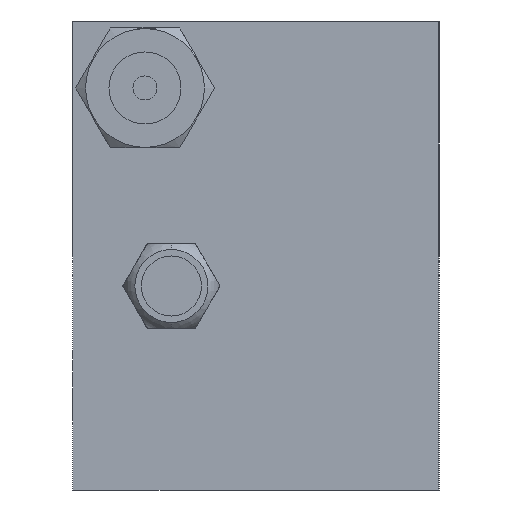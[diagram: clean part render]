
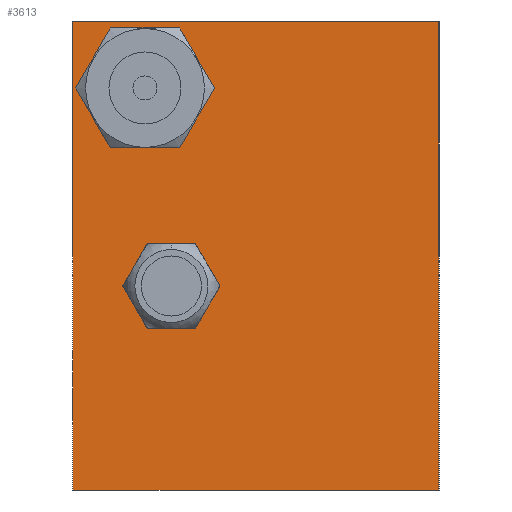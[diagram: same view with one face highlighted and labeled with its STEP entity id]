
A CAD part, left-side view. The second image highlights one B-rep face of the part: STEP entity #3613.
In plain terms, the highlighted planar face has unit normal (-1, 0, 0).
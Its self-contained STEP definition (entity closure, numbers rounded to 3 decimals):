
#474 = AXIS2_PLACEMENT_3D ( 'NONE', #4249, #4102, #4270 ) ;
#1041 = CIRCLE ( 'NONE', #474, 2.525 ) ;
#1403 = AXIS2_PLACEMENT_3D ( 'NONE', #3107, #2738, #2785 ) ;
#1407 = AXIS2_PLACEMENT_3D ( 'NONE', #2873, #2831, #2533 ) ;
#1454 = VECTOR ( 'NONE', #3289, 1000. ) ;
#1466 = AXIS2_PLACEMENT_3D ( 'NONE', #2509, #3129, #2544 ) ;
#1472 = VECTOR ( 'NONE', #2977, 1000. ) ;
#1636 = AXIS2_PLACEMENT_3D ( 'NONE', #5266, #5269, #5288 ) ;
#1666 = FACE_BOUND ( 'NONE', #1806, .T. ) ;
#1668 = FACE_OUTER_BOUND ( 'NONE', #1903, .T. ) ;
#1670 = FACE_BOUND ( 'NONE', #2045, .T. ) ;
#1749 = VECTOR ( 'NONE', #2515, 1000. ) ;
#1750 = VECTOR ( 'NONE', #2579, 1000. ) ;
#1778 = ORIENTED_EDGE ( 'NONE', *, *, #3473, .T. ) ;
#1793 = ORIENTED_EDGE ( 'NONE', *, *, #3567, .T. ) ;
#1806 = EDGE_LOOP ( 'NONE', ( #1833, #1857 ) ) ;
#1833 = ORIENTED_EDGE ( 'NONE', *, *, #3514, .F. ) ;
#1847 = ORIENTED_EDGE ( 'NONE', *, *, #3515, .F. ) ;
#1857 = ORIENTED_EDGE ( 'NONE', *, *, #3846, .F. ) ;
#1903 = EDGE_LOOP ( 'NONE', ( #1793, #2160, #2366, #1778 ) ) ;
#1907 = ORIENTED_EDGE ( 'NONE', *, *, #3563, .F. ) ;
#1949 = VERTEX_POINT ( 'NONE', #3120 ) ;
#2045 = EDGE_LOOP ( 'NONE', ( #1847, #1907 ) ) ;
#2160 = ORIENTED_EDGE ( 'NONE', *, *, #3454, .F. ) ;
#2272 = VERTEX_POINT ( 'NONE', #3302 ) ;
#2312 = VERTEX_POINT ( 'NONE', #2956 ) ;
#2322 = VERTEX_POINT ( 'NONE', #2678 ) ;
#2327 = VERTEX_POINT ( 'NONE', #3378 ) ;
#2328 = VERTEX_POINT ( 'NONE', #2553 ) ;
#2338 = VERTEX_POINT ( 'NONE', #3003 ) ;
#2356 = VERTEX_POINT ( 'NONE', #2836 ) ;
#2366 = ORIENTED_EDGE ( 'NONE', *, *, #3548, .F. ) ;
#2509 = CARTESIAN_POINT ( 'NONE',  ( -37.5, 5.8, 27. ) ) ;
#2515 = DIRECTION ( 'NONE',  ( 0., 0., -1. ) ) ;
#2533 = DIRECTION ( 'NONE',  ( 0., 0., 1. ) ) ;
#2544 = DIRECTION ( 'NONE',  ( 0., 0., 1. ) ) ;
#2553 = CARTESIAN_POINT ( 'NONE',  ( -37.5, -16.5, 49. ) ) ;
#2579 = DIRECTION ( 'NONE',  ( 0., 0., -1. ) ) ;
#2617 = LINE ( 'NONE', #2941, #1472 ) ;
#2656 = CARTESIAN_POINT ( 'NONE',  ( -37.5, -16.5, 49. ) ) ;
#2678 = CARTESIAN_POINT ( 'NONE',  ( -37.5, 5.8, 29.525 ) ) ;
#2738 = DIRECTION ( 'NONE',  ( -1., 0., 0. ) ) ;
#2763 = LINE ( 'NONE', #2656, #1750 ) ;
#2785 = DIRECTION ( 'NONE',  ( 0., 0., 1. ) ) ;
#2831 = DIRECTION ( 'NONE',  ( -1., 0., 0. ) ) ;
#2835 = LINE ( 'NONE', #2955, #1749 ) ;
#2836 = CARTESIAN_POINT ( 'NONE',  ( -37.5, 14., 10. ) ) ;
#2873 = CARTESIAN_POINT ( 'NONE',  ( -37.5, 8., 43.5 ) ) ;
#2941 = CARTESIAN_POINT ( 'NONE',  ( -37.5, -16.5, 49. ) ) ;
#2955 = CARTESIAN_POINT ( 'NONE',  ( -37.5, 14., 49. ) ) ;
#2956 = CARTESIAN_POINT ( 'NONE',  ( -37.5, 5.8, 24.475 ) ) ;
#2977 = DIRECTION ( 'NONE',  ( 0., -1., 0. ) ) ;
#3003 = CARTESIAN_POINT ( 'NONE',  ( -37.5, -16.5, 10. ) ) ;
#3021 = LINE ( 'NONE', #3195, #1454 ) ;
#3107 = CARTESIAN_POINT ( 'NONE',  ( -37.5, 5.8, 27. ) ) ;
#3120 = CARTESIAN_POINT ( 'NONE',  ( -37.5, 8., 40.975 ) ) ;
#3129 = DIRECTION ( 'NONE',  ( -1., 0., 0. ) ) ;
#3195 = CARTESIAN_POINT ( 'NONE',  ( -37.5, -16.5, 10. ) ) ;
#3289 = DIRECTION ( 'NONE',  ( 0., -1., 0. ) ) ;
#3302 = CARTESIAN_POINT ( 'NONE',  ( -37.5, 8., 46.025 ) ) ;
#3378 = CARTESIAN_POINT ( 'NONE',  ( -37.5, 14., 49. ) ) ;
#3454 = EDGE_CURVE ( 'NONE', #2328, #2338, #2763, .T. ) ;
#3473 = EDGE_CURVE ( 'NONE', #2327, #2356, #2835, .T. ) ;
#3514 = EDGE_CURVE ( 'NONE', #2272, #1949, #3784, .T. ) ;
#3515 = EDGE_CURVE ( 'NONE', #2322, #2312, #3785, .T. ) ;
#3548 = EDGE_CURVE ( 'NONE', #2327, #2328, #2617, .T. ) ;
#3563 = EDGE_CURVE ( 'NONE', #2312, #2322, #3963, .T. ) ;
#3567 = EDGE_CURVE ( 'NONE', #2356, #2338, #3021, .T. ) ;
#3613 = ADVANCED_FACE ( 'NONE', ( #1666, #1670, #1668 ), #4944, .F. ) ;
#3784 = CIRCLE ( 'NONE', #1407, 2.525 ) ;
#3785 = CIRCLE ( 'NONE', #1403, 2.525 ) ;
#3846 = EDGE_CURVE ( 'NONE', #1949, #2272, #1041, .T. ) ;
#3963 = CIRCLE ( 'NONE', #1466, 2.525 ) ;
#4102 = DIRECTION ( 'NONE',  ( -1., 0., 0. ) ) ;
#4249 = CARTESIAN_POINT ( 'NONE',  ( -37.5, 8., 43.5 ) ) ;
#4270 = DIRECTION ( 'NONE',  ( 0., 0., 1. ) ) ;
#4944 = PLANE ( 'NONE',  #1636 ) ;
#5266 = CARTESIAN_POINT ( 'NONE',  ( -37.5, -16.5, 49. ) ) ;
#5269 = DIRECTION ( 'NONE',  ( 1., 0., 0. ) ) ;
#5288 = DIRECTION ( 'NONE',  ( 0., 0., -1. ) ) ;
